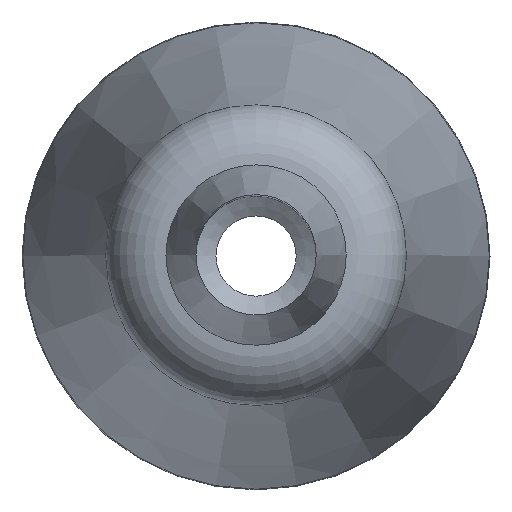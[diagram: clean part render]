
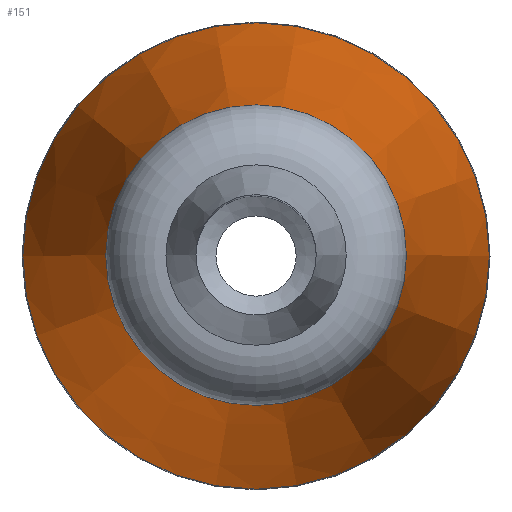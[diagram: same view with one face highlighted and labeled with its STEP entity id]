
A CAD part, top view. The second image highlights one B-rep face of the part: STEP entity #151.
In plain terms, the highlighted conical face has half-angle 10 degrees and reference radius 25 mm.
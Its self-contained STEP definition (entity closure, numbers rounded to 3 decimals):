
#87=ORIENTED_EDGE('',*,*,#101,.T.);
#88=ORIENTED_EDGE('',*,*,#102,.T.);
#101=EDGE_CURVE('',#108,#108,#115,.T.);
#102=EDGE_CURVE('',#109,#109,#116,.F.);
#108=VERTEX_POINT('',#274);
#109=VERTEX_POINT('',#276);
#115=CIRCLE('',#176,38.8);
#116=CIRCLE('',#177,25.);
#122=EDGE_LOOP('',(#87));
#123=EDGE_LOOP('',(#88));
#136=FACE_BOUND('',#122,.T.);
#137=FACE_BOUND('',#123,.T.);
#147=CONICAL_SURFACE('',#175,25.,0.175);
#151=ADVANCED_FACE('',(#136,#137),#147,.T.);
#175=AXIS2_PLACEMENT_3D('',#272,#213,#214);
#176=AXIS2_PLACEMENT_3D('',#273,#215,#216);
#177=AXIS2_PLACEMENT_3D('',#275,#217,#218);
#213=DIRECTION('',(0.,0.,-1.));
#214=DIRECTION('',(1.,0.,0.));
#215=DIRECTION('',(0.,0.,1.));
#216=DIRECTION('',(1.,0.,0.));
#217=DIRECTION('',(0.,0.,1.));
#218=DIRECTION('',(1.,0.,0.));
#272=CARTESIAN_POINT('',(0.,0.,90.));
#273=CARTESIAN_POINT('',(0.,0.,11.736));
#274=CARTESIAN_POINT('',(38.8,0.,11.736));
#275=CARTESIAN_POINT('',(0.,0.,90.));
#276=CARTESIAN_POINT('',(25.,0.,90.));
